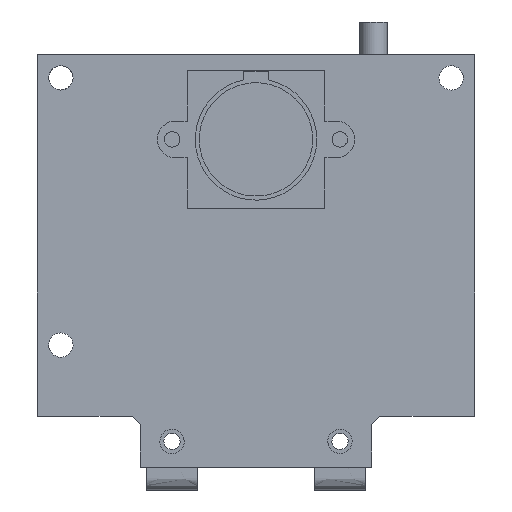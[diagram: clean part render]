
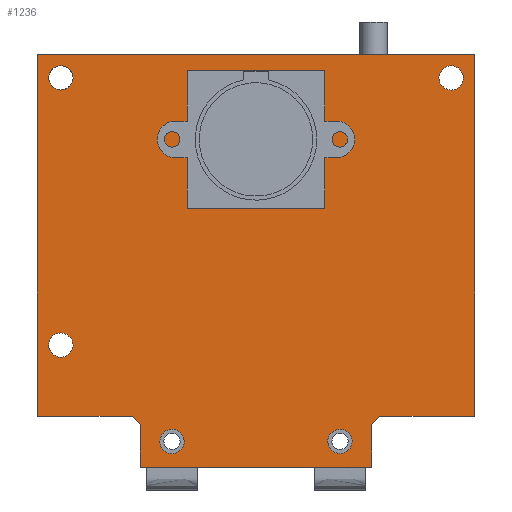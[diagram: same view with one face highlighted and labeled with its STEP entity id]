
A CAD part, front view. The second image highlights one B-rep face of the part: STEP entity #1236.
In plain terms, the highlighted free-form (B-spline) face has degree [1, 1] with [2, 2] control points.
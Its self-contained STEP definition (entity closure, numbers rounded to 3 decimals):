
#789=CARTESIAN_POINT('',(48.496,15.004,-4.834));
#790=VERTEX_POINT('',#789);
#791=CARTESIAN_POINT('',(48.496,15.004,0.466));
#792=VERTEX_POINT('',#791);
#793=CARTESIAN_POINT('',(48.496,15.004,-4.834));
#794=CARTESIAN_POINT('',(48.496,15.004,0.466));
#795=B_SPLINE_CURVE_WITH_KNOTS('',1,(#793,#794),.UNSPECIFIED.,.F.,.U.,
 (2,2),(6.736,7.577),.UNSPECIFIED.);
#796=EDGE_CURVE('',#790,#792,#795,.T.);
#817=CARTESIAN_POINT('',(49.496,15.004,1.466));
#818=VERTEX_POINT('',#817);
#819=CARTESIAN_POINT('',(61.221,15.004,1.466));
#820=VERTEX_POINT('',#819);
#821=CARTESIAN_POINT('',(49.496,15.004,1.466));
#822=CARTESIAN_POINT('',(61.221,15.004,1.466));
#823=B_SPLINE_CURVE_WITH_KNOTS('',1,(#821,#822),.UNSPECIFIED.,.F.,.U.,
 (2,2),(0.783,1.0),.UNSPECIFIED.);
#824=EDGE_CURVE('',#818,#820,#823,.T.);
#847=CARTESIAN_POINT('',(61.221,15.004,46.166));
#848=VERTEX_POINT('',#847);
#854=CARTESIAN_POINT('',(61.221,15.004,1.466));
#855=CARTESIAN_POINT('',(61.221,15.004,46.166));
#856=B_SPLINE_CURVE_WITH_KNOTS('',1,(#854,#855),.UNSPECIFIED.,.F.,.U.,
 (2,2),(1.0,1.678),.UNSPECIFIED.);
#857=EDGE_CURVE('',#820,#848,#856,.T.);
#869=CARTESIAN_POINT('',(7.221,15.004,46.166));
#870=VERTEX_POINT('',#869);
#876=CARTESIAN_POINT('',(61.221,15.004,46.166));
#877=CARTESIAN_POINT('',(7.221,15.004,46.166));
#878=B_SPLINE_CURVE_WITH_KNOTS('',1,(#876,#877),.UNSPECIFIED.,.F.,.U.,
 (2,2),(1.678,2.678),.UNSPECIFIED.);
#879=EDGE_CURVE('',#848,#870,#878,.T.);
#891=CARTESIAN_POINT('',(7.221,15.004,1.466));
#892=VERTEX_POINT('',#891);
#898=CARTESIAN_POINT('',(7.221,15.004,46.166));
#899=CARTESIAN_POINT('',(7.221,15.004,1.466));
#900=B_SPLINE_CURVE_WITH_KNOTS('',1,(#898,#899),.UNSPECIFIED.,.F.,.U.,
 (2,2),(2.678,3.678),.UNSPECIFIED.);
#901=EDGE_CURVE('',#870,#892,#900,.T.);
#913=CARTESIAN_POINT('',(18.946,15.004,1.466));
#914=VERTEX_POINT('',#913);
#920=CARTESIAN_POINT('',(7.221,15.004,1.466));
#921=CARTESIAN_POINT('',(18.946,15.004,1.466));
#922=B_SPLINE_CURVE_WITH_KNOTS('',1,(#920,#921),.UNSPECIFIED.,.F.,.U.,
 (2,2),(3.678,3.895),.UNSPECIFIED.);
#923=EDGE_CURVE('',#892,#914,#922,.T.);
#935=CARTESIAN_POINT('',(19.946,15.004,0.466));
#936=VERTEX_POINT('',#935);
#942=CARTESIAN_POINT('',(18.946,15.004,1.466));
#943=CARTESIAN_POINT('',(19.946,15.004,0.466));
#944=B_SPLINE_CURVE_WITH_KNOTS('',1,(#942,#943),.UNSPECIFIED.,.F.,.U.,
 (2,2),(3.895,4.895),.UNSPECIFIED.);
#945=EDGE_CURVE('',#914,#936,#944,.T.);
#957=CARTESIAN_POINT('',(19.946,15.004,-4.834));
#958=VERTEX_POINT('',#957);
#964=CARTESIAN_POINT('',(19.946,15.004,0.466));
#965=CARTESIAN_POINT('',(19.946,15.004,-4.834));
#966=B_SPLINE_CURVE_WITH_KNOTS('',1,(#964,#965),.UNSPECIFIED.,.F.,.U.,
 (2,2),(4.895,5.736),.UNSPECIFIED.);
#967=EDGE_CURVE('',#936,#958,#966,.T.);
#980=CARTESIAN_POINT('',(19.946,15.004,-4.834));
#981=CARTESIAN_POINT('',(48.496,15.004,-4.834));
#982=B_SPLINE_CURVE_WITH_KNOTS('',1,(#980,#981),.UNSPECIFIED.,.F.,.U.,
 (2,2),(5.736,6.736),.UNSPECIFIED.);
#983=EDGE_CURVE('',#958,#790,#982,.T.);
#996=CARTESIAN_POINT('',(48.496,15.004,0.466));
#997=CARTESIAN_POINT('',(49.496,15.004,1.466));
#998=B_SPLINE_CURVE_WITH_KNOTS('',1,(#996,#997),.UNSPECIFIED.,.F.,.U.,
 (2,2),(7.577,8.577),.UNSPECIFIED.);
#999=EDGE_CURVE('',#792,#818,#998,.T.);
#1009=CARTESIAN_POINT('',(43.096,15.004,-1.634));
#1010=VERTEX_POINT('',#1009);
#1011=CARTESIAN_POINT('',(43.096,15.004,-1.634));
#1012=VERTEX_POINT('',#1011);
#1013=CARTESIAN_POINT('',(43.096,15.004,-1.634));
#1014=CARTESIAN_POINT('',(43.096,15.004,-3.134));
#1015=CARTESIAN_POINT('',(44.596,15.004,-3.134));
#1016=CARTESIAN_POINT('',(46.096,15.004,-3.134));
#1017=CARTESIAN_POINT('',(46.096,15.004,-1.634));
#1018=CARTESIAN_POINT('',(46.096,15.004,-0.134));
#1019=CARTESIAN_POINT('',(44.596,15.004,-0.134));
#1020=CARTESIAN_POINT('',(43.096,15.004,-0.134));
#1021=CARTESIAN_POINT('',(43.096,15.004,-1.634));
#1022=(BOUNDED_CURVE() B_SPLINE_CURVE(2,(#1013,#1014,#1015,#1016,#1017,#1018,#1019,#1020,#1021),.UNSPECIFIED.,.F.,.U.)
  B_SPLINE_CURVE_WITH_KNOTS((3,2,2,2,3),(-9.425,-7.069,-4.712,-2.356,0.0),.UNSPECIFIED.)
  CURVE() GEOMETRIC_REPRESENTATION_ITEM() RATIONAL_B_SPLINE_CURVE((1.0,0.707,1.0,0.707,1.0,0.707,1.0,0.707,1.0))  REPRESENTATION_ITEM('') );
#1023=EDGE_CURVE('',#1010,#1012,#1022,.T.);
#1054=CARTESIAN_POINT('',(59.821,15.004,43.266));
#1055=VERTEX_POINT('',#1054);
#1056=CARTESIAN_POINT('',(59.821,15.004,43.266));
#1057=VERTEX_POINT('',#1056);
#1058=CARTESIAN_POINT('',(59.821,15.004,43.266));
#1059=CARTESIAN_POINT('',(59.821,15.004,44.766));
#1060=CARTESIAN_POINT('',(58.321,15.004,44.766));
#1061=CARTESIAN_POINT('',(56.821,15.004,44.766));
#1062=CARTESIAN_POINT('',(56.821,15.004,43.266));
#1063=CARTESIAN_POINT('',(56.821,15.004,41.766));
#1064=CARTESIAN_POINT('',(58.321,15.004,41.766));
#1065=CARTESIAN_POINT('',(59.821,15.004,41.766));
#1066=CARTESIAN_POINT('',(59.821,15.004,43.266));
#1067=(BOUNDED_CURVE() B_SPLINE_CURVE(2,(#1058,#1059,#1060,#1061,#1062,#1063,#1064,#1065,#1066),.UNSPECIFIED.,.F.,.U.)
  B_SPLINE_CURVE_WITH_KNOTS((3,2,2,2,3),(-0.0,2.356,4.712,7.069,9.425),.UNSPECIFIED.)
  CURVE() GEOMETRIC_REPRESENTATION_ITEM() RATIONAL_B_SPLINE_CURVE((1.0,0.707,1.0,0.707,1.0,0.707,1.0,0.707,1.0))  REPRESENTATION_ITEM('') );
#1068=EDGE_CURVE('',#1055,#1057,#1067,.T.);
#1099=CARTESIAN_POINT('',(25.346,15.004,-1.634));
#1100=VERTEX_POINT('',#1099);
#1101=CARTESIAN_POINT('',(25.346,15.004,-1.634));
#1102=VERTEX_POINT('',#1101);
#1103=CARTESIAN_POINT('',(25.346,15.004,-1.634));
#1104=CARTESIAN_POINT('',(25.346,15.004,-0.134));
#1105=CARTESIAN_POINT('',(23.846,15.004,-0.134));
#1106=CARTESIAN_POINT('',(22.346,15.004,-0.134));
#1107=CARTESIAN_POINT('',(22.346,15.004,-1.634));
#1108=CARTESIAN_POINT('',(22.346,15.004,-3.134));
#1109=CARTESIAN_POINT('',(23.846,15.004,-3.134));
#1110=CARTESIAN_POINT('',(25.346,15.004,-3.134));
#1111=CARTESIAN_POINT('',(25.346,15.004,-1.634));
#1112=(BOUNDED_CURVE() B_SPLINE_CURVE(2,(#1103,#1104,#1105,#1106,#1107,#1108,#1109,#1110,#1111),.UNSPECIFIED.,.F.,.U.)
  B_SPLINE_CURVE_WITH_KNOTS((3,2,2,2,3),(-0.0,2.356,4.712,7.069,9.425),.UNSPECIFIED.)
  CURVE() GEOMETRIC_REPRESENTATION_ITEM() RATIONAL_B_SPLINE_CURVE((1.0,0.707,1.0,0.707,1.0,0.707,1.0,0.707,1.0))  REPRESENTATION_ITEM('') );
#1113=EDGE_CURVE('',#1100,#1102,#1112,.T.);
#1144=CARTESIAN_POINT('',(8.621,15.004,10.266));
#1145=VERTEX_POINT('',#1144);
#1146=CARTESIAN_POINT('',(8.621,15.004,10.266));
#1147=VERTEX_POINT('',#1146);
#1148=CARTESIAN_POINT('',(8.621,15.004,10.266));
#1149=CARTESIAN_POINT('',(8.621,15.004,8.766));
#1150=CARTESIAN_POINT('',(10.121,15.004,8.766));
#1151=CARTESIAN_POINT('',(11.621,15.004,8.766));
#1152=CARTESIAN_POINT('',(11.621,15.004,10.266));
#1153=CARTESIAN_POINT('',(11.621,15.004,11.766));
#1154=CARTESIAN_POINT('',(10.121,15.004,11.766));
#1155=CARTESIAN_POINT('',(8.621,15.004,11.766));
#1156=CARTESIAN_POINT('',(8.621,15.004,10.266));
#1157=(BOUNDED_CURVE() B_SPLINE_CURVE(2,(#1148,#1149,#1150,#1151,#1152,#1153,#1154,#1155,#1156),.UNSPECIFIED.,.F.,.U.)
  B_SPLINE_CURVE_WITH_KNOTS((3,2,2,2,3),(-9.425,-7.069,-4.712,-2.356,0.0),.UNSPECIFIED.)
  CURVE() GEOMETRIC_REPRESENTATION_ITEM() RATIONAL_B_SPLINE_CURVE((1.0,0.707,1.0,0.707,1.0,0.707,1.0,0.707,1.0))  REPRESENTATION_ITEM('') );
#1158=EDGE_CURVE('',#1145,#1147,#1157,.T.);
#1189=ORIENTED_EDGE('',*,*,#824,.T.);
#1190=ORIENTED_EDGE('',*,*,#857,.T.);
#1191=ORIENTED_EDGE('',*,*,#879,.T.);
#1192=ORIENTED_EDGE('',*,*,#901,.T.);
#1193=ORIENTED_EDGE('',*,*,#923,.T.);
#1194=ORIENTED_EDGE('',*,*,#945,.T.);
#1195=ORIENTED_EDGE('',*,*,#967,.T.);
#1196=ORIENTED_EDGE('',*,*,#983,.T.);
#1197=ORIENTED_EDGE('',*,*,#796,.T.);
#1198=ORIENTED_EDGE('',*,*,#999,.T.);
#1199=EDGE_LOOP('',(#1189,#1190,#1191,#1192,#1193,#1194,#1195,#1196,#1197,#1198));
#1200=FACE_OUTER_BOUND('',#1199,.T.);
#1201=CARTESIAN_POINT('',(8.621,15.004,43.266));
#1202=VERTEX_POINT('',#1201);
#1203=CARTESIAN_POINT('',(8.621,15.004,43.266));
#1204=VERTEX_POINT('',#1203);
#1205=CARTESIAN_POINT('',(8.621,15.004,43.266));
#1206=CARTESIAN_POINT('',(8.621,15.004,41.766));
#1207=CARTESIAN_POINT('',(10.121,15.004,41.766));
#1208=CARTESIAN_POINT('',(11.621,15.004,41.766));
#1209=CARTESIAN_POINT('',(11.621,15.004,43.266));
#1210=CARTESIAN_POINT('',(11.621,15.004,44.766));
#1211=CARTESIAN_POINT('',(10.121,15.004,44.766));
#1212=CARTESIAN_POINT('',(8.621,15.004,44.766));
#1213=CARTESIAN_POINT('',(8.621,15.004,43.266));
#1214=(BOUNDED_CURVE() B_SPLINE_CURVE(2,(#1205,#1206,#1207,#1208,#1209,#1210,#1211,#1212,#1213),.UNSPECIFIED.,.F.,.U.)
  B_SPLINE_CURVE_WITH_KNOTS((3,2,2,2,3),(-9.425,-7.069,-4.712,-2.356,0.0),.UNSPECIFIED.)
  CURVE() GEOMETRIC_REPRESENTATION_ITEM() RATIONAL_B_SPLINE_CURVE((1.0,0.707,1.0,0.707,1.0,0.707,1.0,0.707,1.0))  REPRESENTATION_ITEM('') );
#1215=EDGE_CURVE('',#1202,#1204,#1214,.T.);
#1216=ORIENTED_EDGE('',*,*,#1215,.F.);
#1217=EDGE_LOOP('',(#1216));
#1218=FACE_BOUND('',#1217,.T.);
#1219=ORIENTED_EDGE('',*,*,#1158,.F.);
#1220=EDGE_LOOP('',(#1219));
#1221=FACE_BOUND('',#1220,.T.);
#1222=ORIENTED_EDGE('',*,*,#1023,.F.);
#1223=EDGE_LOOP('',(#1222));
#1224=FACE_BOUND('',#1223,.T.);
#1225=ORIENTED_EDGE('',*,*,#1113,.F.);
#1226=EDGE_LOOP('',(#1225));
#1227=FACE_BOUND('',#1226,.T.);
#1228=ORIENTED_EDGE('',*,*,#1068,.F.);
#1229=EDGE_LOOP('',(#1228));
#1230=FACE_BOUND('',#1229,.T.);
#1231=CARTESIAN_POINT('',(7.221,15.004,-4.834));
#1232=CARTESIAN_POINT('',(7.221,15.004,46.166));
#1233=CARTESIAN_POINT('',(61.221,15.004,-4.834));
#1234=CARTESIAN_POINT('',(61.221,15.004,46.166));
#1235=B_SPLINE_SURFACE_WITH_KNOTS('',1,1,((#1231,#1232),(#1233,#1234)),.UNSPECIFIED.,.F.,.F.,.U.,
 (2,2),(2,2),(-42.275,11.725),(-6.3,44.7),.UNSPECIFIED.);
#1236=ADVANCED_FACE('n� 15',(#1200,#1218,#1221,#1224,#1227,#1230),#1235,.T.);
